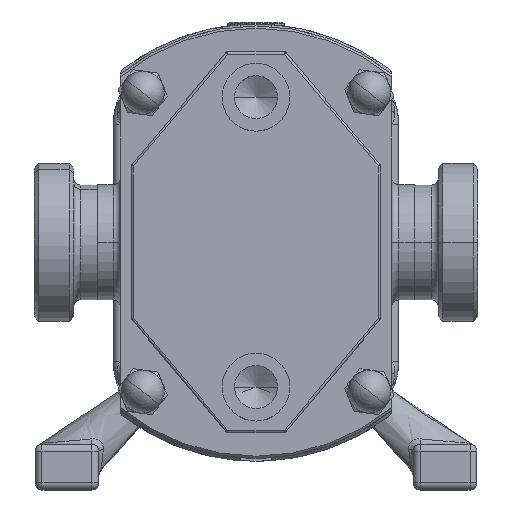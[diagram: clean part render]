
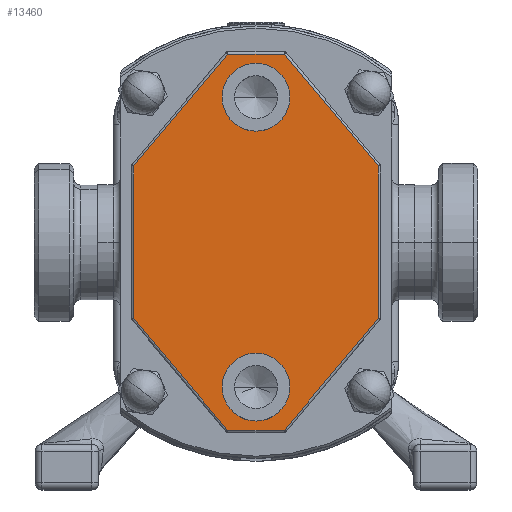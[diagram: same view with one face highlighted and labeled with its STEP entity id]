
A CAD part, top view. The second image highlights one B-rep face of the part: STEP entity #13460.
In plain terms, the highlighted planar face has unit normal (0, 0, 1).
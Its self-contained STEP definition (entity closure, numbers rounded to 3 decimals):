
#642 = CARTESIAN_POINT ( 'NONE',  ( -15., -64., 15. ) ) ;
#762 = VERTEX_POINT ( 'NONE', #19026 ) ;
#1349 = CIRCLE ( 'NONE', #13115, 15. ) ;
#1479 = CARTESIAN_POINT ( 'NONE',  ( 12.534, 83.054, 15. ) ) ;
#2204 = CARTESIAN_POINT ( 'NONE',  ( 54.234, -33.357, 15. ) ) ;
#2480 = DIRECTION ( 'NONE',  ( 0., 0., 1. ) ) ;
#2650 = DIRECTION ( 'NONE',  ( 1., 0., 0. ) ) ;
#2735 = EDGE_CURVE ( 'NONE', #17379, #12528, #12906, .T. ) ;
#2988 = ORIENTED_EDGE ( 'NONE', *, *, #6566, .F. ) ;
#2991 = EDGE_CURVE ( 'NONE', #3047, #11362, #20783, .T. ) ;
#3047 = VERTEX_POINT ( 'NONE', #642 ) ;
#3091 = DIRECTION ( 'NONE',  ( 1., 0., 0. ) ) ;
#3545 = EDGE_LOOP ( 'NONE', ( #31599, #32697, #26846, #23020, #24519, #8963, #15892, #5157 ) ) ;
#3688 = AXIS2_PLACEMENT_3D ( 'NONE', #5637, #18690, #28522 ) ;
#4029 = CARTESIAN_POINT ( 'NONE',  ( -54., -34., 15. ) ) ;
#4475 = FACE_BOUND ( 'NONE', #15378, .T. ) ;
#4691 = CARTESIAN_POINT ( 'NONE',  ( 54., 34., 15. ) ) ;
#5157 = ORIENTED_EDGE ( 'NONE', *, *, #14252, .T. ) ;
#5637 = CARTESIAN_POINT ( 'NONE',  ( 0., -64., 15. ) ) ;
#6566 = EDGE_CURVE ( 'NONE', #26050, #23376, #21800, .T. ) ;
#6574 = VECTOR ( 'NONE', #10893, 1000. ) ;
#7370 = DIRECTION ( 'NONE',  ( 0., 1., 0. ) ) ;
#7578 = VERTEX_POINT ( 'NONE', #23333 ) ;
#7866 = LINE ( 'NONE', #4691, #9352 ) ;
#8173 = CARTESIAN_POINT ( 'NONE',  ( -54.234, 33.357, 15. ) ) ;
#8383 = CARTESIAN_POINT ( 'NONE',  ( -12.234, -83.411, 15. ) ) ;
#8668 = LINE ( 'NONE', #8173, #31293 ) ;
#8963 = ORIENTED_EDGE ( 'NONE', *, *, #28071, .T. ) ;
#9352 = VECTOR ( 'NONE', #7370, 1000. ) ;
#9655 = CARTESIAN_POINT ( 'NONE',  ( 15., 64., 15. ) ) ;
#10107 = VECTOR ( 'NONE', #26374, 1000. ) ;
#10694 = DIRECTION ( 'NONE',  ( 1., 0., 0. ) ) ;
#10779 = AXIS2_PLACEMENT_3D ( 'NONE', #12464, #22837, #25330 ) ;
#10893 = DIRECTION ( 'NONE',  ( 0.643, -0.766, 0. ) ) ;
#11362 = VERTEX_POINT ( 'NONE', #17859 ) ;
#11394 = LINE ( 'NONE', #8383, #6574 ) ;
#11441 = CARTESIAN_POINT ( 'NONE',  ( 13., -83.054, 15. ) ) ;
#12053 = ORIENTED_EDGE ( 'NONE', *, *, #28420, .F. ) ;
#12215 = DIRECTION ( 'NONE',  ( 0., -1., 0. ) ) ;
#12464 = CARTESIAN_POINT ( 'NONE',  ( 0., -64., 15. ) ) ;
#12528 = VERTEX_POINT ( 'NONE', #20857 ) ;
#12537 = DIRECTION ( 'NONE',  ( 0., 0., 1. ) ) ;
#12906 = LINE ( 'NONE', #2204, #31915 ) ;
#13115 = AXIS2_PLACEMENT_3D ( 'NONE', #17736, #12537, #32704 ) ;
#13460 = ADVANCED_FACE ( 'NONE', ( #22546, #4475, #25547 ), #17869, .T. ) ;
#13692 = DIRECTION ( 'NONE',  ( -0.643, -0.766, 0. ) ) ;
#14123 = VERTEX_POINT ( 'NONE', #18518 ) ;
#14252 = EDGE_CURVE ( 'NONE', #762, #17379, #21481, .T. ) ;
#14932 = EDGE_CURVE ( 'NONE', #12528, #18907, #7866, .T. ) ;
#15228 = VECTOR ( 'NONE', #3091, 1000. ) ;
#15255 = AXIS2_PLACEMENT_3D ( 'NONE', #17358, #2480, #2650 ) ;
#15378 = EDGE_LOOP ( 'NONE', ( #31552, #2988 ) ) ;
#15577 = VERTEX_POINT ( 'NONE', #22804 ) ;
#15615 = CARTESIAN_POINT ( 'NONE',  ( 54., 33.636, 15. ) ) ;
#15734 = CARTESIAN_POINT ( 'NONE',  ( 12.234, 83.411, 15. ) ) ;
#15892 = ORIENTED_EDGE ( 'NONE', *, *, #23273, .T. ) ;
#16191 = LINE ( 'NONE', #18866, #10107 ) ;
#16374 = AXIS2_PLACEMENT_3D ( 'NONE', #25908, #28548, #10694 ) ;
#16743 = LINE ( 'NONE', #4029, #24657 ) ;
#17358 = CARTESIAN_POINT ( 'NONE',  ( 0., 99.546, 15. ) ) ;
#17379 = VERTEX_POINT ( 'NONE', #19124 ) ;
#17736 = CARTESIAN_POINT ( 'NONE',  ( 0., 64., 15. ) ) ;
#17859 = CARTESIAN_POINT ( 'NONE',  ( 15., -64., 15. ) ) ;
#17869 = PLANE ( 'NONE',  #15255 ) ;
#18518 = CARTESIAN_POINT ( 'NONE',  ( -54., -33.636, 15. ) ) ;
#18690 = DIRECTION ( 'NONE',  ( 0., 0., 1. ) ) ;
#18866 = CARTESIAN_POINT ( 'NONE',  ( -13., 83.054, 15. ) ) ;
#18907 = VERTEX_POINT ( 'NONE', #15615 ) ;
#19026 = CARTESIAN_POINT ( 'NONE',  ( -12.534, -83.054, 15. ) ) ;
#19124 = CARTESIAN_POINT ( 'NONE',  ( 12.534, -83.054, 15. ) ) ;
#20783 = CIRCLE ( 'NONE', #3688, 15. ) ;
#20857 = CARTESIAN_POINT ( 'NONE',  ( 54., -33.636, 15. ) ) ;
#20891 = EDGE_CURVE ( 'NONE', #23376, #26050, #1349, .T. ) ;
#21481 = LINE ( 'NONE', #11441, #15228 ) ;
#21800 = CIRCLE ( 'NONE', #16374, 15. ) ;
#22546 = FACE_OUTER_BOUND ( 'NONE', #3545, .T. ) ;
#22804 = CARTESIAN_POINT ( 'NONE',  ( -12.534, 83.054, 15. ) ) ;
#22837 = DIRECTION ( 'NONE',  ( 0., 0., 1. ) ) ;
#23020 = ORIENTED_EDGE ( 'NONE', *, *, #30880, .T. ) ;
#23273 = EDGE_CURVE ( 'NONE', #14123, #762, #11394, .T. ) ;
#23333 = CARTESIAN_POINT ( 'NONE',  ( -54., 33.636, 15. ) ) ;
#23376 = VERTEX_POINT ( 'NONE', #31901 ) ;
#24519 = ORIENTED_EDGE ( 'NONE', *, *, #27035, .T. ) ;
#24657 = VECTOR ( 'NONE', #12215, 1000. ) ;
#25006 = ORIENTED_EDGE ( 'NONE', *, *, #2991, .F. ) ;
#25330 = DIRECTION ( 'NONE',  ( 1., 0., 0. ) ) ;
#25547 = FACE_BOUND ( 'NONE', #32233, .T. ) ;
#25601 = DIRECTION ( 'NONE',  ( 0.643, 0.766, 0. ) ) ;
#25908 = CARTESIAN_POINT ( 'NONE',  ( 0., 64., 15. ) ) ;
#25929 = VERTEX_POINT ( 'NONE', #1479 ) ;
#26050 = VERTEX_POINT ( 'NONE', #9655 ) ;
#26374 = DIRECTION ( 'NONE',  ( -1., 0., 0. ) ) ;
#26846 = ORIENTED_EDGE ( 'NONE', *, *, #30313, .T. ) ;
#27035 = EDGE_CURVE ( 'NONE', #15577, #7578, #8668, .T. ) ;
#27920 = DIRECTION ( 'NONE',  ( -0.643, 0.766, 0. ) ) ;
#28071 = EDGE_CURVE ( 'NONE', #7578, #14123, #16743, .T. ) ;
#28254 = LINE ( 'NONE', #15734, #32983 ) ;
#28420 = EDGE_CURVE ( 'NONE', #11362, #3047, #32608, .T. ) ;
#28522 = DIRECTION ( 'NONE',  ( 1., 0., 0. ) ) ;
#28548 = DIRECTION ( 'NONE',  ( 0., 0., 1. ) ) ;
#30313 = EDGE_CURVE ( 'NONE', #18907, #25929, #28254, .T. ) ;
#30880 = EDGE_CURVE ( 'NONE', #25929, #15577, #16191, .T. ) ;
#31293 = VECTOR ( 'NONE', #13692, 1000. ) ;
#31552 = ORIENTED_EDGE ( 'NONE', *, *, #20891, .F. ) ;
#31599 = ORIENTED_EDGE ( 'NONE', *, *, #2735, .T. ) ;
#31901 = CARTESIAN_POINT ( 'NONE',  ( -15., 64., 15. ) ) ;
#31915 = VECTOR ( 'NONE', #25601, 1000. ) ;
#32233 = EDGE_LOOP ( 'NONE', ( #25006, #12053 ) ) ;
#32608 = CIRCLE ( 'NONE', #10779, 15. ) ;
#32697 = ORIENTED_EDGE ( 'NONE', *, *, #14932, .T. ) ;
#32704 = DIRECTION ( 'NONE',  ( 1., 0., 0. ) ) ;
#32983 = VECTOR ( 'NONE', #27920, 1000. ) ;
